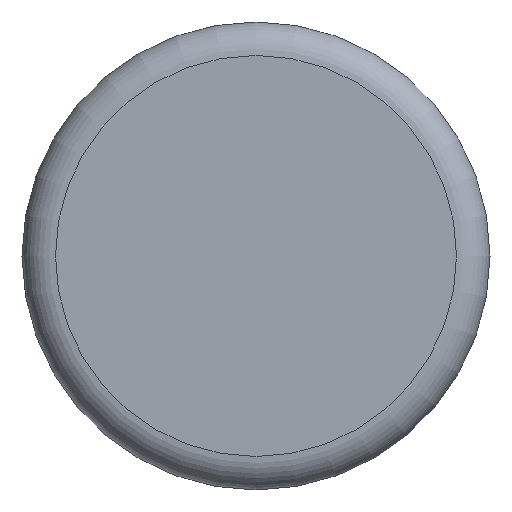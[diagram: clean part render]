
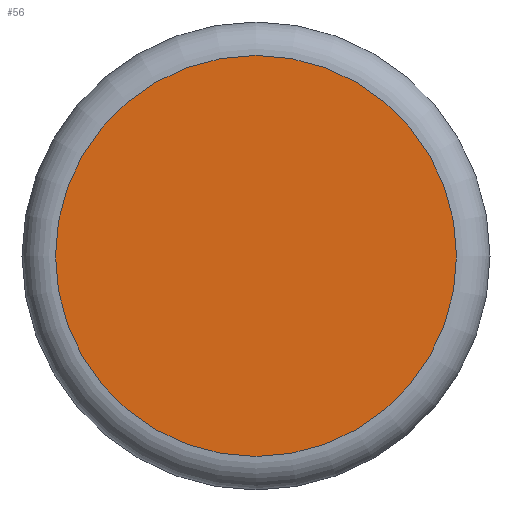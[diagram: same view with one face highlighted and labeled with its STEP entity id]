
A CAD part, top view. The second image highlights one B-rep face of the part: STEP entity #56.
In plain terms, the highlighted planar face has unit normal (0, 0, 1).
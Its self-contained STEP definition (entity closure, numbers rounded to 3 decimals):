
#56 = ADVANCED_FACE( '', ( #116 ), #117, .T. );
#116 = FACE_OUTER_BOUND( '', #169, .T. );
#117 = PLANE( '', #170 );
#169 = EDGE_LOOP( '', ( #236 ) );
#170 = AXIS2_PLACEMENT_3D( '', #237, #238, #239 );
#236 = ORIENTED_EDGE( '', *, *, #248, .T. );
#237 = CARTESIAN_POINT( '', ( 0., 0., 42.5 ) );
#238 = DIRECTION( '', ( 0., 0., 1. ) );
#239 = DIRECTION( '', ( 1., 0., 0. ) );
#248 = EDGE_CURVE( '', #272, #272, #273, .T. );
#272 = VERTEX_POINT( '', #306 );
#273 = CIRCLE( '', #307, 11.985 );
#306 = CARTESIAN_POINT( '', ( 11.985, 0., 42.5 ) );
#307 = AXIS2_PLACEMENT_3D( '', #340, #341, #342 );
#340 = CARTESIAN_POINT( '', ( 0., 0., 42.5 ) );
#341 = DIRECTION( '', ( 0., 0., 1. ) );
#342 = DIRECTION( '', ( 1., 0., 0. ) );
